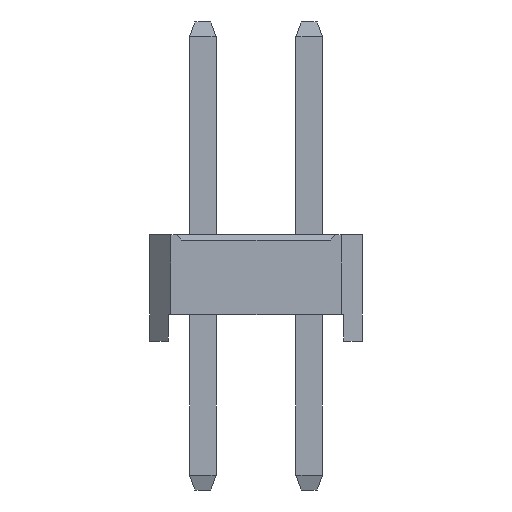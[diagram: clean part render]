
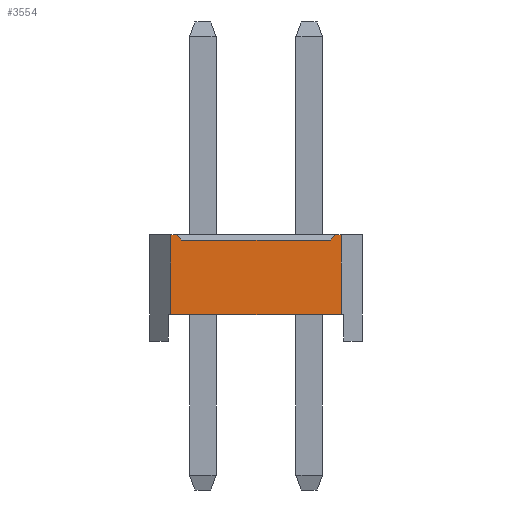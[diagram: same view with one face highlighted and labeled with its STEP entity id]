
A CAD part, left-side view. The second image highlights one B-rep face of the part: STEP entity #3554.
In plain terms, the highlighted planar face has unit normal (-1, 0, 0).
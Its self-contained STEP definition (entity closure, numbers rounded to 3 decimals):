
#3554=ADVANCED_FACE('',(#14328),#14330,.T.);
#14328=FACE_BOUND('',#14329,.T.);
#14329=EDGE_LOOP('',(#22757,#22758,#22759,#22760,#22761,#22762,#22763,#22764));
#14330=PLANE('',#14331);
#14331=AXIS2_PLACEMENT_3D('',#14332,#14333,#14334);
#14332=CARTESIAN_POINT('',(-1.,2.6,0.));
#14333=DIRECTION('',(-1.,0.,0.));
#14334=DIRECTION('',(0.,-1.,0.));
#22757=ORIENTED_EDGE('',*,*,#27962,.F.);
#22758=ORIENTED_EDGE('',*,*,#27963,.T.);
#22759=ORIENTED_EDGE('',*,*,#27964,.F.);
#22760=ORIENTED_EDGE('',*,*,#26806,.F.);
#22761=ORIENTED_EDGE('',*,*,#27965,.F.);
#22762=ORIENTED_EDGE('',*,*,#26380,.T.);
#22763=ORIENTED_EDGE('',*,*,#27961,.T.);
#22764=ORIENTED_EDGE('',*,*,#26810,.F.);
#26380=EDGE_CURVE('',#29374,#29372,#29375,.T.);
#26806=EDGE_CURVE('',#30224,#30226,#30227,.T.);
#26810=EDGE_CURVE('',#30232,#30234,#30235,.T.);
#27961=EDGE_CURVE('',#29372,#30234,#32147,.T.);
#27962=EDGE_CURVE('',#32148,#30232,#32149,.F.);
#27963=EDGE_CURVE('',#32148,#32150,#32151,.T.);
#27964=EDGE_CURVE('',#30226,#32150,#32152,.F.);
#27965=EDGE_CURVE('',#29374,#30224,#32153,.T.);
#29372=VERTEX_POINT('',#34226);
#29374=VERTEX_POINT('',#34230);
#29375=LINE('',#34231,#34232);
#30224=VERTEX_POINT('',#35930);
#30226=VERTEX_POINT('',#35934);
#30227=LINE('',#35935,#35936);
#30232=VERTEX_POINT('',#35946);
#30234=VERTEX_POINT('',#35950);
#30235=LINE('',#35951,#35952);
#32147=LINE('',#40165,#40166);
#32148=VERTEX_POINT('',#40168);
#32149=LINE('',#40169,#40170);
#32150=VERTEX_POINT('',#40172);
#32151=LINE('',#40173,#40174);
#32152=LINE('',#40176,#40177);
#32153=LINE('',#40179,#40180);
#34226=CARTESIAN_POINT('',(-1.,-0.6,0.5));
#34230=CARTESIAN_POINT('',(-1.,2.6,0.5));
#34231=CARTESIAN_POINT('',(-1.,2.6,0.5));
#34232=VECTOR('',#34233,1.);
#34233=DIRECTION('',(0.,-1.,0.));
#35930=CARTESIAN_POINT('',(-1.,2.6,2.));
#35934=CARTESIAN_POINT('',(-1.,2.5,2.));
#35935=CARTESIAN_POINT('',(-1.,2.6,2.));
#35936=VECTOR('',#35937,1.);
#35937=DIRECTION('',(0.,-1.,0.));
#35946=CARTESIAN_POINT('',(-1.,-0.5,2.));
#35950=CARTESIAN_POINT('',(-1.,-0.6,2.));
#35951=CARTESIAN_POINT('',(-1.,-0.5,2.));
#35952=VECTOR('',#35953,1.);
#35953=DIRECTION('',(0.,-1.,0.));
#40165=CARTESIAN_POINT('',(-1.,-0.6,0.5));
#40166=VECTOR('',#40167,1.);
#40167=DIRECTION('',(0.,0.,1.));
#40168=CARTESIAN_POINT('',(-1.,-0.4,1.9));
#40169=CARTESIAN_POINT('',(-1.,-0.5,2.));
#40170=VECTOR('',#40171,1.);
#40171=DIRECTION('',(0.,0.707,-0.707));
#40172=CARTESIAN_POINT('',(-1.,2.4,1.9));
#40173=CARTESIAN_POINT('',(-1.,-0.4,1.9));
#40174=VECTOR('',#40175,1.);
#40175=DIRECTION('',(0.,1.,0.));
#40176=CARTESIAN_POINT('',(-1.,2.4,1.9));
#40177=VECTOR('',#40178,1.);
#40178=DIRECTION('',(0.,0.707,0.707));
#40179=CARTESIAN_POINT('',(-1.,2.6,0.5));
#40180=VECTOR('',#40181,1.);
#40181=DIRECTION('',(0.,0.,1.));
